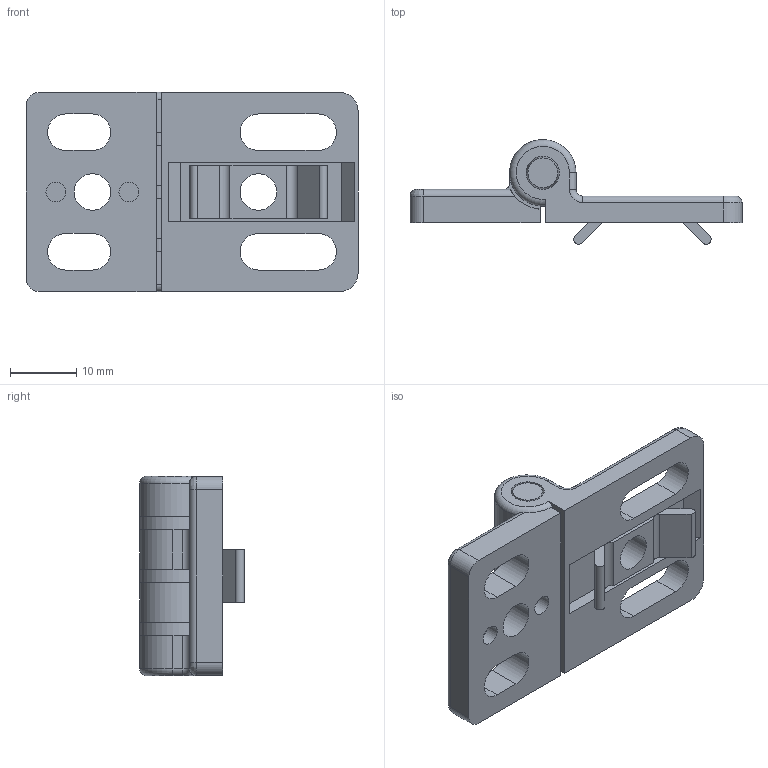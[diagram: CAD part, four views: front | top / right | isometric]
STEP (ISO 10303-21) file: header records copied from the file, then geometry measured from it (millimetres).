
FILE_DESCRIPTION((''),'2;1');
FILE_NAME('SZ0716S_A.stp','2013-08-26T13:29:56',('janine behrens'),(''),'Autodesk Inventor 2012','Autodesk Inventor 2012','');
FILE_SCHEMA(('AUTOMOTIVE_DESIGN { 1 0 10303 214 1 1 1 1 }'));
Length unit declared in the file: millimetre
Products named in the file (5): SZ0716S_A; MK8400323-A; ME2108430_A; MK8400320-A; ME2108086_A
Assembly tree (6 placements, depth 2):
  SZ0716S_A
    MK8400323-A
    ME2108430_A
    MK8400320-A
    ME2108086_A  x3
Bounding box: 50 x 15.75 x 30 mm (x, y, z)
Volume: 7005 mm3; surface area: 6758.1 mm2
Topology: 6 solids, 6 shells, 119 faces, 293 edges, 184 vertices
Faces by surface type: cylinder 54, plane 46, torus 9, cone 8, bspline 2
Full cylindrical faces by diameter (mm): 3 x2, 4.85 x3, 5 x8, 5.5 x2, 10 x3
Entity records: 3595 total; most frequent: CARTESIAN_POINT 750, DIRECTION 600, ORIENTED_EDGE 512, EDGE_CURVE 256, AXIS2_PLACEMENT_3D 228, VERTEX_POINT 176, EDGE_LOOP 156, VECTOR 144
